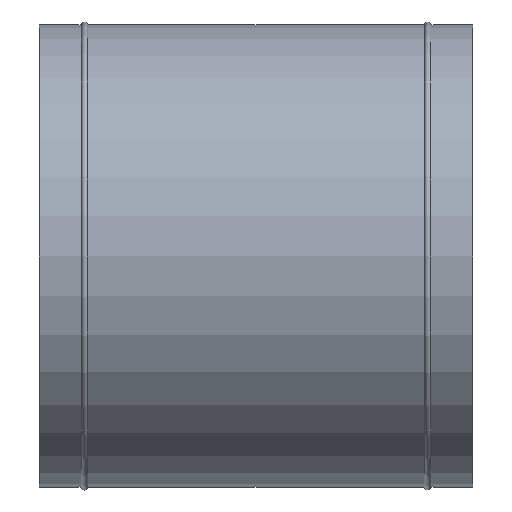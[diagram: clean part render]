
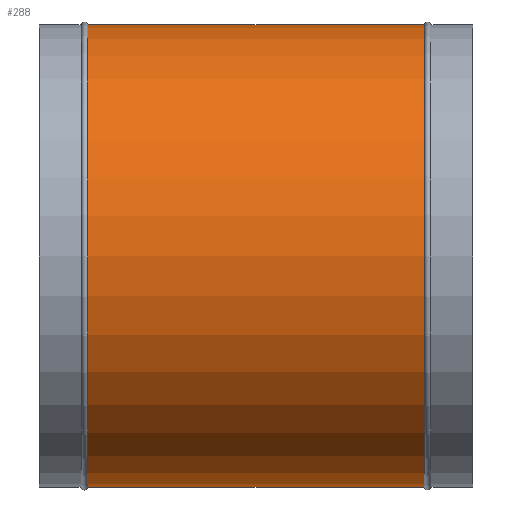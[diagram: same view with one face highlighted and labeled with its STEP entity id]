
A CAD part, front view. The second image highlights one B-rep face of the part: STEP entity #288.
In plain terms, the highlighted cylindrical face has radius 200 mm (diameter 400 mm), a partial arc.
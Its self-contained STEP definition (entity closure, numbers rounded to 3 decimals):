
#199 = EDGE_CURVE ( 'NONE', #1477, #1469, #704, .T. ) ;
#288 = ADVANCED_FACE ( 'NONE', ( #854 ), #853, .T. ) ;
#289 = EDGE_LOOP ( 'NONE', ( #290, #291, #293, #294 ) ) ;
#290 = ORIENTED_EDGE ( 'NONE', *, *, #1552, .F. ) ;
#291 = ORIENTED_EDGE ( 'NONE', *, *, #292, .T. ) ;
#292 = EDGE_CURVE ( 'NONE', #1482, #1477, #900, .T. ) ;
#293 = ORIENTED_EDGE ( 'NONE', *, *, #199, .T. ) ;
#294 = ORIENTED_EDGE ( 'NONE', *, *, #295, .F. ) ;
#295 = EDGE_CURVE ( 'NONE', #1476, #1469, #895, .T. ) ;
#701 = DIRECTION ( 'NONE',  ( 1., 0., 0. ) ) ;
#702 = VECTOR ( 'NONE', #701, 1000. ) ;
#703 = CARTESIAN_POINT ( 'NONE',  ( 0., 0., -200. ) ) ;
#704 = LINE ( 'NONE', #703, #702 ) ;
#844 = DIRECTION ( 'NONE',  ( 0., 0., -1. ) ) ;
#845 = DIRECTION ( 'NONE',  ( 1., 0., 0. ) ) ;
#846 = CARTESIAN_POINT ( 'NONE',  ( 0., 0., 0. ) ) ;
#847 = AXIS2_PLACEMENT_3D ( 'NONE', #846, #845, #844 ) ;
#853 = CYLINDRICAL_SURFACE ( 'NONE', #847, 200. ) ;
#854 = FACE_OUTER_BOUND ( 'NONE', #289, .T. ) ;
#891 = DIRECTION ( 'NONE',  ( 0., 0., -1. ) ) ;
#892 = DIRECTION ( 'NONE',  ( 1., 0., 0. ) ) ;
#893 = CARTESIAN_POINT ( 'NONE',  ( 145.5, 0., 0. ) ) ;
#894 = AXIS2_PLACEMENT_3D ( 'NONE', #893, #892, #891 ) ;
#895 = CIRCLE ( 'NONE', #894, 200. ) ;
#896 = DIRECTION ( 'NONE',  ( 0., 0., -1. ) ) ;
#897 = DIRECTION ( 'NONE',  ( 1., 0., 0. ) ) ;
#898 = CARTESIAN_POINT ( 'NONE',  ( -145.5, 0., 0. ) ) ;
#899 = AXIS2_PLACEMENT_3D ( 'NONE', #898, #897, #896 ) ;
#900 = CIRCLE ( 'NONE', #899, 200. ) ;
#1110 = CARTESIAN_POINT ( 'NONE',  ( -145.5, 0., 200. ) ) ;
#1112 = CARTESIAN_POINT ( 'NONE',  ( -145.5, 0., -200. ) ) ;
#1113 = CARTESIAN_POINT ( 'NONE',  ( 145.5, 0., 200. ) ) ;
#1126 = CARTESIAN_POINT ( 'NONE',  ( 145.5, 0., -200. ) ) ;
#1230 = DIRECTION ( 'NONE',  ( 1., 0., 0. ) ) ;
#1231 = VECTOR ( 'NONE', #1230, 1000. ) ;
#1232 = CARTESIAN_POINT ( 'NONE',  ( 0., 0., 200. ) ) ;
#1238 = LINE ( 'NONE', #1232, #1231 ) ;
#1469 = VERTEX_POINT ( 'NONE', #1126 ) ;
#1476 = VERTEX_POINT ( 'NONE', #1113 ) ;
#1477 = VERTEX_POINT ( 'NONE', #1112 ) ;
#1482 = VERTEX_POINT ( 'NONE', #1110 ) ;
#1552 = EDGE_CURVE ( 'NONE', #1482, #1476, #1238, .T. ) ;
